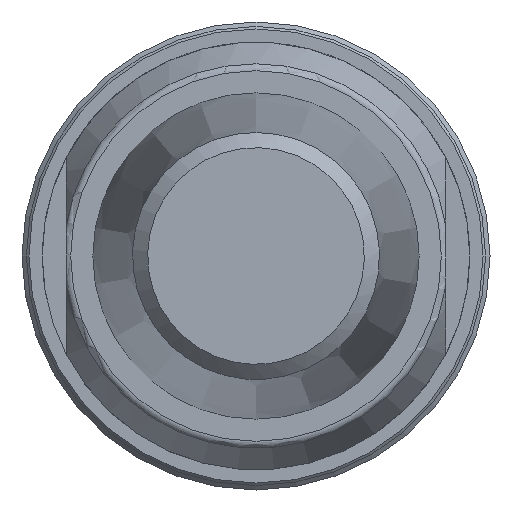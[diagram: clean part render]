
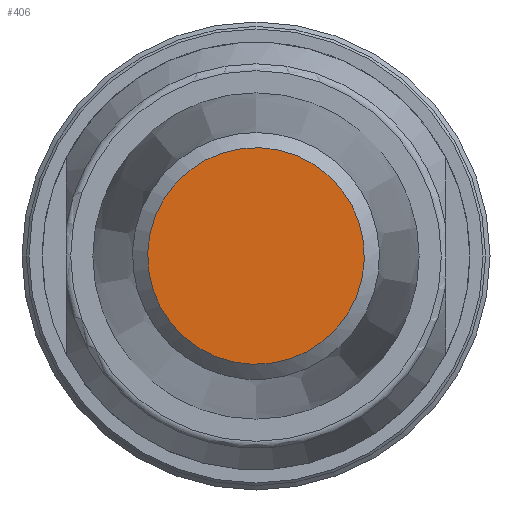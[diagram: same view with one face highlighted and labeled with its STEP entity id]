
A CAD part, left-side view. The second image highlights one B-rep face of the part: STEP entity #406.
In plain terms, the highlighted planar face has unit normal (-1, 0, 0).
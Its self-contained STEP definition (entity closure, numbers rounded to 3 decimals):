
#153=FACE_OUTER_BOUND('',#720,.T.);
#313=PLANE('',#1480);
#406=ADVANCED_FACE('',(#153),#313,.T.);
#720=EDGE_LOOP('',(#992));
#992=ORIENTED_EDGE('',*,*,#1244,.T.);
#1108=VERTEX_POINT('',#2649);
#1244=EDGE_CURVE('',#1108,#1108,#1322,.T.);
#1322=CIRCLE('',#1479,4.283);
#1479=AXIS2_PLACEMENT_3D('',#2648,#1844,#1845);
#1480=AXIS2_PLACEMENT_3D('',#2650,#1846,#1847);
#1844=DIRECTION('',(-1.,0.,0.));
#1845=DIRECTION('',(0.,0.924,0.382));
#1846=DIRECTION('',(-1.,0.,0.));
#1847=DIRECTION('',(0.,0.924,0.382));
#2648=CARTESIAN_POINT('',(-40.,0.,0.));
#2649=CARTESIAN_POINT('',(-40.,3.959,1.636));
#2650=CARTESIAN_POINT('',(-40.,0.,0.));
